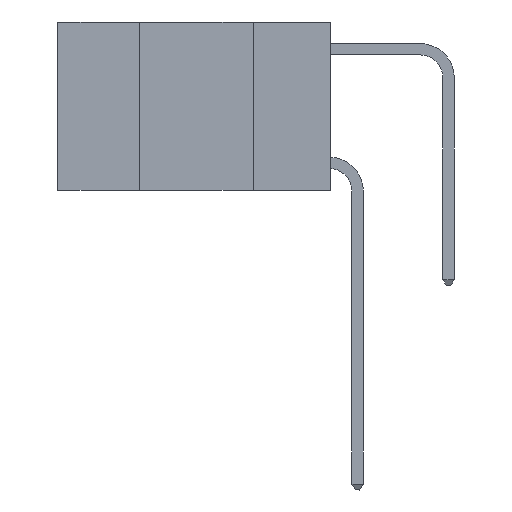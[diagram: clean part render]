
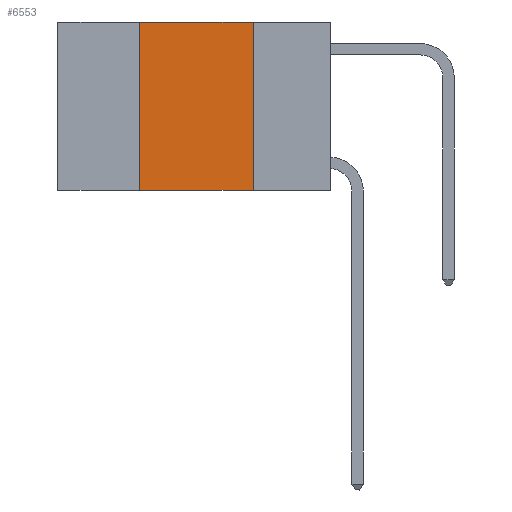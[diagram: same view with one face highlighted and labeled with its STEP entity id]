
A CAD part, left-side view. The second image highlights one B-rep face of the part: STEP entity #6553.
In plain terms, the highlighted planar face has unit normal (-1, 0, 0).
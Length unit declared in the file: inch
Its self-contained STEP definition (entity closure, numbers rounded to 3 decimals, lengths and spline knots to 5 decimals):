
#417 = EDGE_CURVE ( 'NONE', #4086, #10258, #9106, .T. ) ;
#548 = CARTESIAN_POINT ( 'NONE',  ( 0., 0.6, 0. ) ) ;
#948 = EDGE_LOOP ( 'NONE', ( #6756, #6282, #4762, #8192 ) ) ;
#1184 = LINE ( 'NONE', #10413, #10646 ) ;
#1669 = CARTESIAN_POINT ( 'NONE',  ( 0., 0.42, -0.37 ) ) ;
#2170 = CARTESIAN_POINT ( 'NONE',  ( 0., 0.17, -0.37 ) ) ;
#2787 = FACE_OUTER_BOUND ( 'NONE', #948, .T. ) ;
#3874 = CARTESIAN_POINT ( 'NONE',  ( 0., 0.17, 0. ) ) ;
#4062 = CARTESIAN_POINT ( 'NONE',  ( 0., 0.42, 0. ) ) ;
#4086 = VERTEX_POINT ( 'NONE', #6113 ) ;
#4638 = VECTOR ( 'NONE', #8498, 39.37008 ) ;
#4762 = ORIENTED_EDGE ( 'NONE', *, *, #9742, .F. ) ;
#4924 = LINE ( 'NONE', #5734, #4638 ) ;
#5155 = PLANE ( 'NONE',  #6526 ) ;
#5734 = CARTESIAN_POINT ( 'NONE',  ( 0., 0.6, 0. ) ) ;
#6001 = VECTOR ( 'NONE', #10543, 39.37008 ) ;
#6113 = CARTESIAN_POINT ( 'NONE',  ( 0., 0.17, 0. ) ) ;
#6282 = ORIENTED_EDGE ( 'NONE', *, *, #10324, .F. ) ;
#6441 = LINE ( 'NONE', #4062, #6001 ) ;
#6526 = AXIS2_PLACEMENT_3D ( 'NONE', #548, #11430, #7024 ) ;
#6553 = ADVANCED_FACE ( 'NONE', ( #2787 ), #5155, .F. ) ;
#6756 = ORIENTED_EDGE ( 'NONE', *, *, #417, .F. ) ;
#6785 = VERTEX_POINT ( 'NONE', #1669 ) ;
#6992 = CARTESIAN_POINT ( 'NONE',  ( 0., 0.42, 0. ) ) ;
#7024 = DIRECTION ( 'NONE',  ( 0., 0., -1. ) ) ;
#7730 = VERTEX_POINT ( 'NONE', #6992 ) ;
#8192 = ORIENTED_EDGE ( 'NONE', *, *, #10545, .T. ) ;
#8498 = DIRECTION ( 'NONE',  ( 0., -1., 0. ) ) ;
#9106 = LINE ( 'NONE', #3874, #11060 ) ;
#9742 = EDGE_CURVE ( 'NONE', #6785, #7730, #6441, .T. ) ;
#10258 = VERTEX_POINT ( 'NONE', #2170 ) ;
#10324 = EDGE_CURVE ( 'NONE', #7730, #4086, #4924, .T. ) ;
#10413 = CARTESIAN_POINT ( 'NONE',  ( 0., 0.6, -0.37 ) ) ;
#10500 = DIRECTION ( 'NONE',  ( 0., -1., 0. ) ) ;
#10543 = DIRECTION ( 'NONE',  ( 0., 0., 1. ) ) ;
#10545 = EDGE_CURVE ( 'NONE', #6785, #10258, #1184, .T. ) ;
#10646 = VECTOR ( 'NONE', #10500, 39.37008 ) ;
#11060 = VECTOR ( 'NONE', #11187, 39.37008 ) ;
#11187 = DIRECTION ( 'NONE',  ( 0., 0., -1. ) ) ;
#11430 = DIRECTION ( 'NONE',  ( 1., 0., 0. ) ) ;
